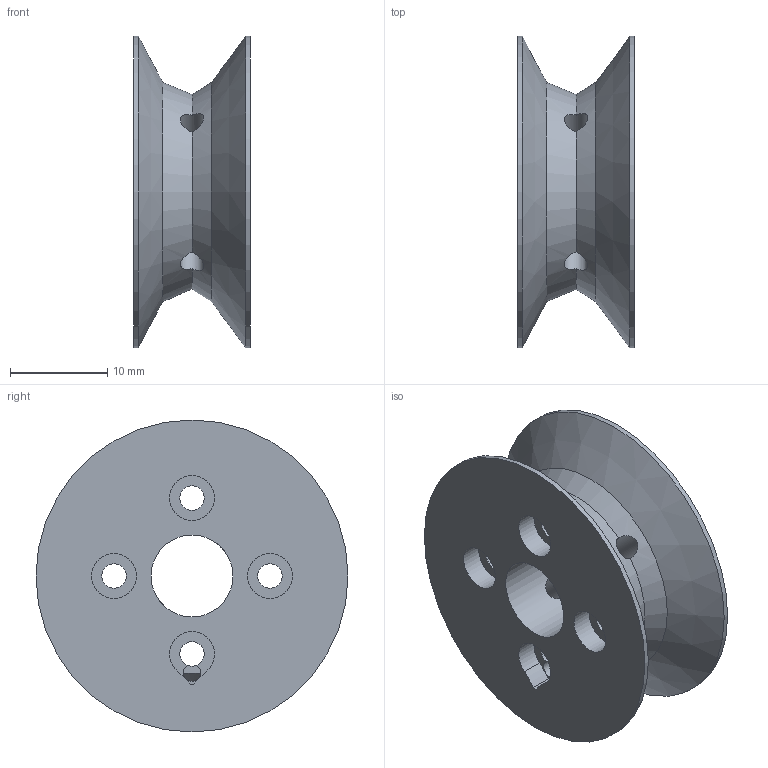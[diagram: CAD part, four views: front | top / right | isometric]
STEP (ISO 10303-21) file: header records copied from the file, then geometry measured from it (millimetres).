
FILE_DESCRIPTION(/* description */ (''),/* implementation_level */ '2;1');
FILE_NAME(/* name */ 'pulley_1.stp',/* time_stamp */ '2024-12-31T16:37:03-05:00',/* author */ ('Kenny'),/* organization */ (''),/* preprocessor_version */ 'ST-DEVELOPER v20',/* originating_system */ 'Autodesk Inventor 2025',/* authorisation */ '');
FILE_SCHEMA (('AUTOMOTIVE_DESIGN { 1 0 10303 214 3 1 1 }'));
Length unit declared in the file: millimetre
Products named in the file (1): trial_1
Bounding box: 12 x 32 x 32 mm (x, y, z)
Volume: 4583 mm3; surface area: 3819.9 mm2
Topology: 1 solids, 1 shells, 32 faces, 90 edges, 59 vertices
Faces by surface type: cylinder 19, plane 9, cone 4
Full cylindrical faces by diameter (mm): 2.4 x4, 2.5 x4, 4.6 x3, 8.4 x1, 21 x1, 32 x2
Entity records: 1390 total; most frequent: CARTESIAN_POINT 479, ORIENTED_EDGE 180, DIRECTION 177, EDGE_CURVE 90, AXIS2_PLACEMENT_3D 75, VERTEX_POINT 59, EDGE_LOOP 51, CIRCLE 42
